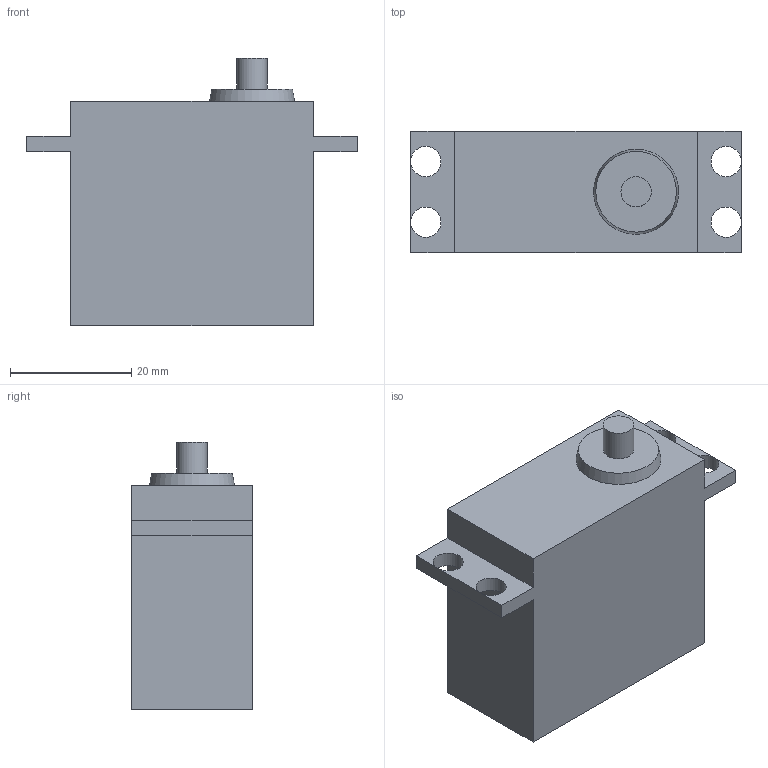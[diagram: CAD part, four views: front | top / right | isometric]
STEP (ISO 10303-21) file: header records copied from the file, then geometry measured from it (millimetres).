
FILE_DESCRIPTION(('FreeCAD Model'),'2;1');
FILE_NAME('Open CASCADE Shape Model','2026-02-05T14:44:32',(''),(''), 'Open CASCADE STEP processor 7.8','FreeCAD','Unknown');
FILE_SCHEMA(('AUTOMOTIVE_DESIGN { 1 0 10303 214 1 1 1 1 }'));
Length unit declared in the file: millimetre
Products named in the file (1): Body
Bounding box: 54.5 x 20 x 44.1 mm (x, y, z)
Volume: 30521.4 mm3; surface area: 6844.6 mm2
Topology: 1 solids, 1 shells, 22 faces, 66 edges, 40 vertices
Faces by surface type: plane 16, cylinder 5, cone 1
Full cylindrical faces by diameter (mm): 5 x5
Entity records: 781 total; most frequent: CARTESIAN_POINT 132, ORIENTED_EDGE 132, DIRECTION 125, EDGE_CURVE 66, LINE 47, VECTOR 47, VERTEX_POINT 40, AXIS2_PLACEMENT_3D 39
